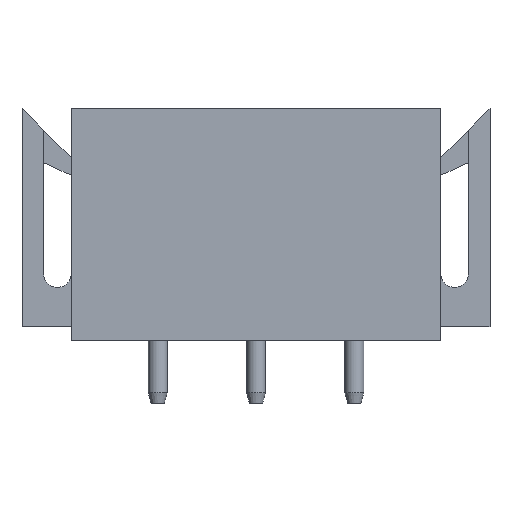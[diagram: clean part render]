
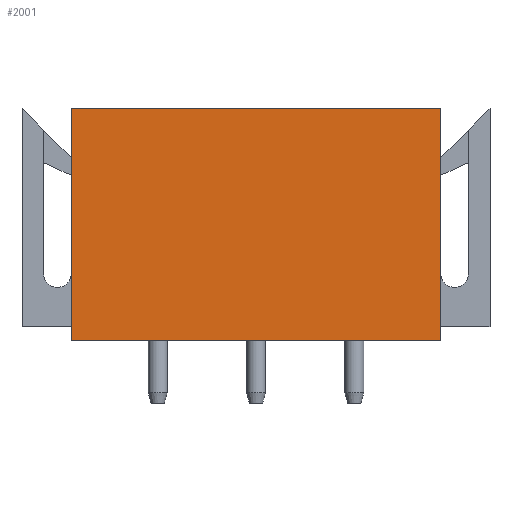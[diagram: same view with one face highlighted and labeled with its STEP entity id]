
A CAD part, left-side view. The second image highlights one B-rep face of the part: STEP entity #2001.
In plain terms, the highlighted planar face has unit normal (-1, 0, 0).
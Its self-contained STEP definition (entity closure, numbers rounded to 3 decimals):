
#1988=AXIS2_PLACEMENT_3D('Plane Axis2P3D',#1985,#1986,#1987) ;
#1731=CARTESIAN_POINT('Vertex',(0.,2.5,15.)) ;
#1734=CARTESIAN_POINT('Line Origine',(0.,2.5,9.1)) ;
#1738=CARTESIAN_POINT('Vertex',(0.,2.5,3.2)) ;
#1852=CARTESIAN_POINT('Vertex',(0.,21.3,15.)) ;
#1855=CARTESIAN_POINT('Line Origine',(0.,11.9,15.)) ;
#1937=CARTESIAN_POINT('Vertex',(0.,21.3,3.2)) ;
#1940=CARTESIAN_POINT('Line Origine',(0.,21.3,9.1)) ;
#1985=CARTESIAN_POINT('Axis2P3D Location',(0.,21.3,0.)) ;
#1990=CARTESIAN_POINT('Line Origine',(0.,11.9,3.2)) ;
#1735=DIRECTION('Vector Direction',(0.,0.,1.)) ;
#1856=DIRECTION('Vector Direction',(0.,-1.,0.)) ;
#1941=DIRECTION('Vector Direction',(0.,0.,1.)) ;
#1986=DIRECTION('Axis2P3D Direction',(-1.,0.,0.)) ;
#1987=DIRECTION('Axis2P3D XDirection',(0.,-1.,0.)) ;
#1991=DIRECTION('Vector Direction',(0.,-1.,0.)) ;
#1736=VECTOR('Line Direction',#1735,1.) ;
#1857=VECTOR('Line Direction',#1856,1.) ;
#1942=VECTOR('Line Direction',#1941,1.) ;
#1992=VECTOR('Line Direction',#1991,1.) ;
#1996=ORIENTED_EDGE('',*,*,#1944,.F.) ;
#1997=ORIENTED_EDGE('',*,*,#1994,.T.) ;
#1998=ORIENTED_EDGE('',*,*,#1740,.T.) ;
#1999=ORIENTED_EDGE('',*,*,#1859,.F.) ;
#2001=ADVANCED_FACE('Hauptkoerper',(#2000),#1989,.T.) ;
#1740=EDGE_CURVE('',#1739,#1732,#1737,.T.) ;
#1859=EDGE_CURVE('',#1853,#1732,#1858,.T.) ;
#1944=EDGE_CURVE('',#1938,#1853,#1943,.T.) ;
#1994=EDGE_CURVE('',#1938,#1739,#1993,.T.) ;
#1995=EDGE_LOOP('',(#1996,#1997,#1998,#1999)) ;
#2000=FACE_OUTER_BOUND('',#1995,.T.) ;
#1737=LINE('Line',#1734,#1736) ;
#1858=LINE('Line',#1855,#1857) ;
#1943=LINE('Line',#1940,#1942) ;
#1993=LINE('Line',#1990,#1992) ;
#1989=PLANE('',#1988) ;
#1732=VERTEX_POINT('',#1731) ;
#1739=VERTEX_POINT('',#1738) ;
#1853=VERTEX_POINT('',#1852) ;
#1938=VERTEX_POINT('',#1937) ;
